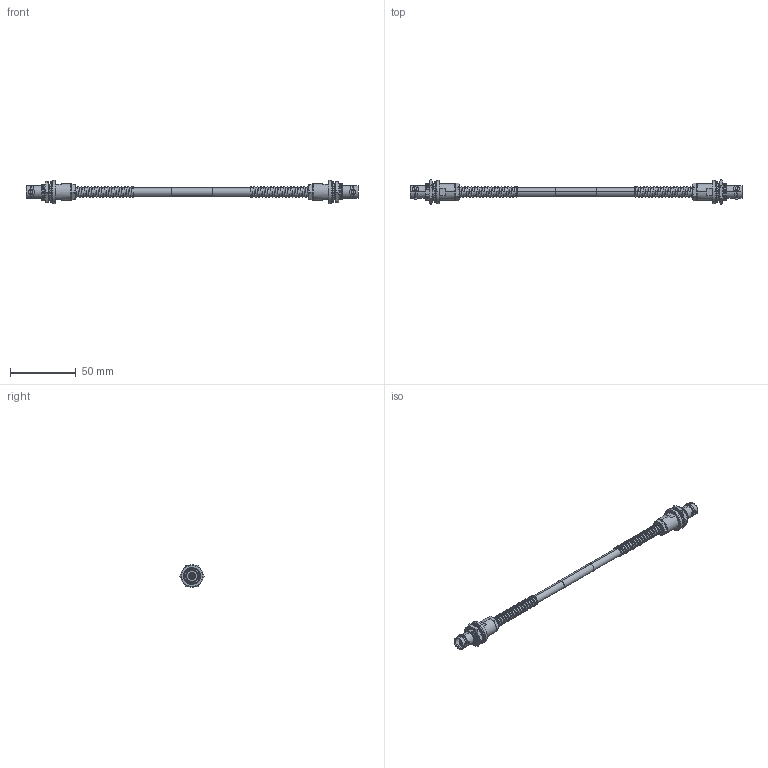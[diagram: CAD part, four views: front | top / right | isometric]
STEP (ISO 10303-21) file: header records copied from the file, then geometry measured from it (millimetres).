
FILE_DESCRIPTION (( 'STEP AP214' ), '1' );
FILE_NAME ('FM3MSA00595_3D.step', '2023-08-21T22:24:42', ( '' ), ( '' ), 'SwSTEP 2.0', 'SolidWorks 2022', '' );
FILE_SCHEMA (( 'AUTOMOTIVE_DESIGN' ));
Length unit declared in the file: inch
Products named in the file (10): Copy of 10-06577-XXX-MA3^Copy of 10-06577-XXX(S)_FM3MSA00595; Copy of 10-06577-XXX-MA6^Copy of 10-06577-XXX(S)_FM3MSA00595; FM3MSA00595_3D; Copy of TWCH-78-2^FM3MSA00595_7"; Copy of 10-06577-XXX-MA7(S)^Copy of 10-06577-XXX(S)_FM3MSA00595_With Large Strain Relief; Copy of 10-06577-XXX-MA1^Copy of 10-06577-XXX(S)_FM3MSA00595; Copy of 1AW01-003^FM3MSA00595_.25" x .75" long; Copy of 10-06577-XXX(S)^FM3MSA00595_WITH LARGE S.R.; Copy of 10-06577-XXX-MA5^Copy of 10-06577-XXX(S)_FM3MSA00595; Copy of 10-06577-XXX-MA4^Copy of 10-06577-XXX(S)_FM3MSA00595
Assembly tree (10 placements, depth 3):
  FM3MSA00595_3D
    Copy of TWCH-78-2^FM3MSA00595_7"
    Copy of 10-06577-XXX(S)^FM3MSA00595_WITH LARGE S.R.  x2
      Copy of 10-06577-XXX-MA1^Copy of 10-06577-XXX(S)_FM3MSA00595
      Copy of 10-06577-XXX-MA5^Copy of 10-06577-XXX(S)_FM3MSA00595
      Copy of 10-06577-XXX-MA3^Copy of 10-06577-XXX(S)_FM3MSA00595
      Copy of 10-06577-XXX-MA4^Copy of 10-06577-XXX(S)_FM3MSA00595
      Copy of 10-06577-XXX-MA6^Copy of 10-06577-XXX(S)_FM3MSA00595
      Copy of 10-06577-XXX-MA7(S)^Copy of 10-06577-XXX(S)_FM3MSA00595_With Large Strain Relief
    Copy of 1AW01-003^FM3MSA00595_.25" x .75" long
Bounding box: 252.48 x 18.48 x 17.5 mm (x, y, z)
Volume: 13447.4 mm3; surface area: 15331.9 mm2
Topology: 14 solids, 14 shells, 672 faces, 1730 edges, 1112 vertices
Faces by surface type: cylinder 246, plane 196, cone 114, bspline 84, torus 32
Entity records: 33316 total; most frequent: CARTESIAN_POINT 24725, ORIENTED_EDGE 1738, DIRECTION 1510, EDGE_CURVE 869, AXIS2_PLACEMENT_3D 593, VERTEX_POINT 560, EDGE_LOOP 365, FACE_OUTER_BOUND 340
